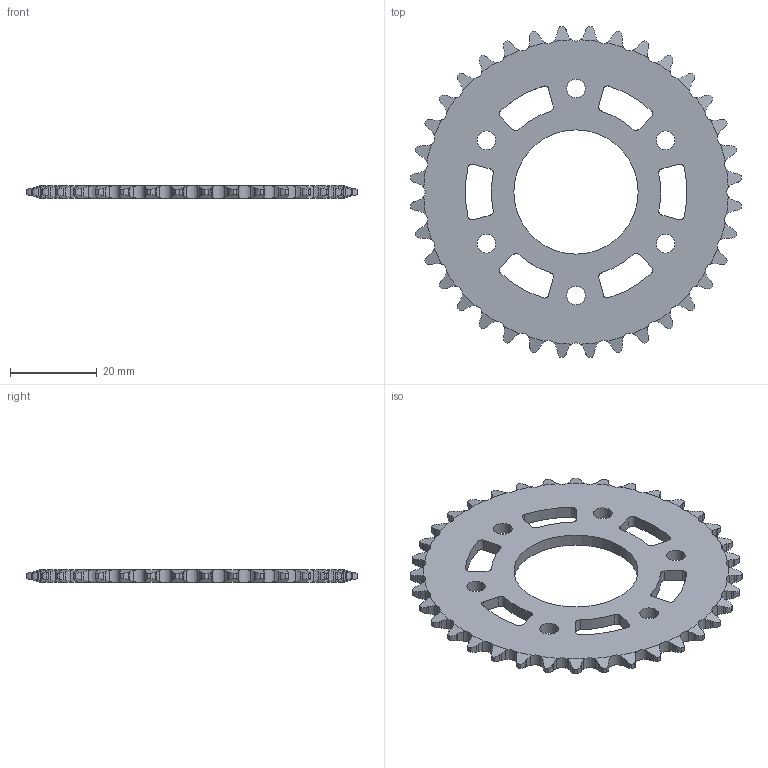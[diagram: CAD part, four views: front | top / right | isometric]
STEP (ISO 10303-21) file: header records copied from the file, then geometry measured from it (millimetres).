
FILE_DESCRIPTION (( 'STEP AP203' ), '1' );
FILE_NAME ('217-2639.20121204.STEP', '2012-12-04T23:52:35', ( 'svradm' ), ( 'Microsoft' ), 'SwSTEP 2.0', 'SolidWorks 2012', '' );
FILE_SCHEMA (( 'CONFIG_CONTROL_DESIGN' ));
Length unit declared in the file: inch
Products named in the file (1): 217-2639.20121204
Bounding box: 76.18 x 76.18 x 2.79 mm (x, y, z)
Volume: 8102.1 mm3; surface area: 7775.4 mm2
Topology: 1 solids, 1 shells, 455 faces, 1359 edges, 906 vertices
Faces by surface type: cylinder 297, plane 86, cone 72
Entity records: 16330 total; most frequent: CARTESIAN_POINT 4817, ORIENTED_EDGE 2718, DIRECTION 2009, EDGE_CURVE 1359, VERTEX_POINT 906, AXIS2_PLACEMENT_3D 802, B_SPLINE_CURVE_WITH_KNOTS 608, EDGE_LOOP 481
